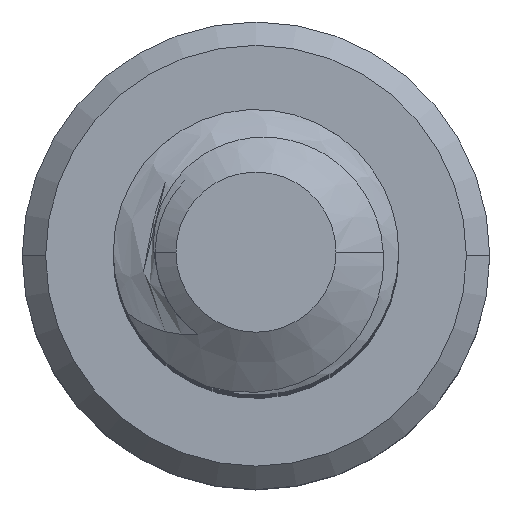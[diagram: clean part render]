
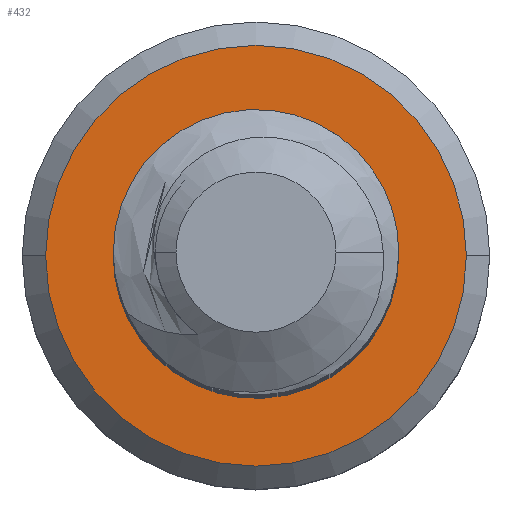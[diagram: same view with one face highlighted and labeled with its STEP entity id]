
A CAD part, top view. The second image highlights one B-rep face of the part: STEP entity #432.
In plain terms, the highlighted planar face has unit normal (0, 0, 1).
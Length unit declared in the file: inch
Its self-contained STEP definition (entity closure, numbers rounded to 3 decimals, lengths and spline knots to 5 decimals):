
#55 = PLANE ( 'NONE',  #5863 ) ;
#131 = CARTESIAN_POINT ( 'NONE',  ( -0.06309, 0.01154, -1. ) ) ;
#222 = CIRCLE ( 'NONE', #5191, 0.069 ) ;
#413 = VERTEX_POINT ( 'NONE', #7650 ) ;
#429 = DIRECTION ( 'NONE',  ( -1., 0., 0. ) ) ;
#431 = DIRECTION ( 'NONE',  ( 0., 0., 1. ) ) ;
#432 = ADVANCED_FACE ( 'NONE', ( #8224, #6244 ), #55, .F. ) ;
#440 = CARTESIAN_POINT ( 'NONE',  ( 0., 0., -1. ) ) ;
#540 = CARTESIAN_POINT ( 'NONE',  ( 0.04868, 0.03892, -1. ) ) ;
#762 = CARTESIAN_POINT ( 'NONE',  ( 0., -0.0487, -1. ) ) ;
#805 = CARTESIAN_POINT ( 'NONE',  ( 0., 0., -1. ) ) ;
#814 = CARTESIAN_POINT ( 'NONE',  ( -0.05982, 0.02885, -1. ) ) ;
#988 = AXIS2_PLACEMENT_3D ( 'NONE', #440, #431, #429 ) ;
#1063 = ORIENTED_EDGE ( 'NONE', *, *, #2965, .T. ) ;
#1209 = CARTESIAN_POINT ( 'NONE',  ( 0.05592, 0.01675, -1. ) ) ;
#1298 = AXIS2_PLACEMENT_3D ( 'NONE', #805, #5353, #1439 ) ;
#1435 = ORIENTED_EDGE ( 'NONE', *, *, #1884, .T. ) ;
#1439 = DIRECTION ( 'NONE',  ( 1., 0., 0. ) ) ;
#1449 = CARTESIAN_POINT ( 'NONE',  ( -0.052, 0.0446, -1. ) ) ;
#1830 = DIRECTION ( 'NONE',  ( 1., 0., 0. ) ) ;
#1851 = CARTESIAN_POINT ( 'NONE',  ( 0.05565, -0.00084, -1. ) ) ;
#1875 = DIRECTION ( 'NONE',  ( 0., 0., 1. ) ) ;
#1881 = CARTESIAN_POINT ( 'NONE',  ( 0., 0., -1. ) ) ;
#1884 = EDGE_CURVE ( 'NONE', #7467, #3205, #5327, .T. ) ;
#2480 = CARTESIAN_POINT ( 'NONE',  ( 0.03412, -0.03475, -1. ) ) ;
#2508 = CARTESIAN_POINT ( 'NONE',  ( 0.04983, -0.01748, -1. ) ) ;
#2735 = CARTESIAN_POINT ( 'NONE',  ( -0.04432, -0.03688, -1. ) ) ;
#2754 = CARTESIAN_POINT ( 'NONE',  ( 0.1017, 0., -1. ) ) ;
#2848 = ORIENTED_EDGE ( 'NONE', *, *, #4494, .F. ) ;
#2850 = ORIENTED_EDGE ( 'NONE', *, *, #7642, .T. ) ;
#2965 = EDGE_CURVE ( 'NONE', #3205, #7467, #3702, .T. ) ;
#2991 = ORIENTED_EDGE ( 'NONE', *, *, #8163, .T. ) ;
#3143 = CARTESIAN_POINT ( 'NONE',  ( 0.03902, -0.03141, -1. ) ) ;
#3205 = VERTEX_POINT ( 'NONE', #2754 ) ;
#3381 = CARTESIAN_POINT ( 'NONE',  ( -0.05968, -0.0116, -1. ) ) ;
#3481 = EDGE_LOOP ( 'NONE', ( #1435, #1063 ) ) ;
#3702 = CIRCLE ( 'NONE', #7331, 0.1017 ) ;
#3791 = CARTESIAN_POINT ( 'NONE',  ( 0.02239, 0.06248, -1. ) ) ;
#4051 = CARTESIAN_POINT ( 'NONE',  ( -0.06307, 0.00562, -1. ) ) ;
#4438 = DIRECTION ( 'NONE',  ( -1., 0., 0. ) ) ;
#4447 = DIRECTION ( 'NONE',  ( 0., 0., 1. ) ) ;
#4451 = VERTEX_POINT ( 'NONE', #2480 ) ;
#4456 = CARTESIAN_POINT ( 'NONE',  ( 0.04135, 0.04877, -1. ) ) ;
#4459 = CARTESIAN_POINT ( 'NONE',  ( 0., 0., -1. ) ) ;
#4494 = EDGE_CURVE ( 'NONE', #6053, #5417, #222, .T. ) ;
#4662 = CARTESIAN_POINT ( 'NONE',  ( -0.01169, -0.05058, -1. ) ) ;
#4700 = CARTESIAN_POINT ( 'NONE',  ( -0.06148, 0.02312, -1. ) ) ;
#4947 = CIRCLE ( 'NONE', #1298, 0.0487 ) ;
#5098 = CARTESIAN_POINT ( 'NONE',  ( 0.05477, 0.0225, -1. ) ) ;
#5191 = AXIS2_PLACEMENT_3D ( 'NONE', #1881, #1875, #1830 ) ;
#5327 = CIRCLE ( 'NONE', #988, 0.1017 ) ;
#5353 = DIRECTION ( 'NONE',  ( 0., 0., -1. ) ) ;
#5365 = CARTESIAN_POINT ( 'NONE',  ( -0.05507, 0.03952, -1. ) ) ;
#5417 = VERTEX_POINT ( 'NONE', #6942 ) ;
#5692 = CARTESIAN_POINT ( 'NONE',  ( 0., 0.069, -1. ) ) ;
#5775 = CARTESIAN_POINT ( 'NONE',  ( 0.05636, 0.00496, -1. ) ) ;
#5863 = AXIS2_PLACEMENT_3D ( 'NONE', #7633, #7579, #7577 ) ;
#6028 = CARTESIAN_POINT ( 'NONE',  ( -0.04834, 0.04923, -1. ) ) ;
#6053 = VERTEX_POINT ( 'NONE', #5692 ) ;
#6244 = FACE_BOUND ( 'NONE', #7796, .T. ) ;
#6411 = CARTESIAN_POINT ( 'NONE',  ( 0.05234, -0.0122, -1. ) ) ;
#6465 = CARTESIAN_POINT ( 'NONE',  ( -0.1017, 0., -1. ) ) ;
#6615 = CARTESIAN_POINT ( 'NONE',  ( -0.02368, -0.04845, -1. ) ) ;
#6646 = CARTESIAN_POINT ( 'NONE',  ( 0., 0.069, -1. ) ) ;
#6942 = CARTESIAN_POINT ( 'NONE',  ( -0.04834, 0.04923, -1. ) ) ;
#7005 = CARTESIAN_POINT ( 'NONE',  ( 0.04312, -0.02719, -1. ) ) ;
#7145 = EDGE_CURVE ( 'NONE', #413, #5417, #7539, .T. ) ;
#7231 = CARTESIAN_POINT ( 'NONE',  ( -0.05226, -0.02769, -1. ) ) ;
#7331 = AXIS2_PLACEMENT_3D ( 'NONE', #4459, #4447, #4438 ) ;
#7467 = VERTEX_POINT ( 'NONE', #6465 ) ;
#7539 = B_SPLINE_CURVE_WITH_KNOTS ( 'NONE', 3,
 ( #762, #4662, #6615, #2735, #7231, #3381, #7820, #4051, #131, #4700, #814, #5365, #1449, #6028 ),
 .UNSPECIFIED., .F., .F.,
 ( 4, 2, 2, 2, 2, 2, 4 ),
 ( 0., 0.00089, 0.00178, 0.00222, 0.00267, 0.00311, 0.00356 ),
 .UNSPECIFIED. ) ;
#7575 = ORIENTED_EDGE ( 'NONE', *, *, #7145, .T. ) ;
#7577 = DIRECTION ( 'NONE',  ( -1., 0., 0. ) ) ;
#7579 = DIRECTION ( 'NONE',  ( 0., 0., -1. ) ) ;
#7603 = CARTESIAN_POINT ( 'NONE',  ( 0.01153, 0.06689, -1. ) ) ;
#7626 = CARTESIAN_POINT ( 'NONE',  ( 0.03412, -0.03475, -1. ) ) ;
#7633 = CARTESIAN_POINT ( 'NONE',  ( 0., 0., -1. ) ) ;
#7642 = EDGE_CURVE ( 'NONE', #4451, #413, #4947, .T. ) ;
#7650 = CARTESIAN_POINT ( 'NONE',  ( 0., -0.0487, -1. ) ) ;
#7796 = EDGE_LOOP ( 'NONE', ( #2848, #2991, #2850, #7575 ) ) ;
#7820 = CARTESIAN_POINT ( 'NONE',  ( -0.06135, -0.00599, -1. ) ) ;
#7854 = CARTESIAN_POINT ( 'NONE',  ( 0.00588, 0.06833, -1. ) ) ;
#8163 = EDGE_CURVE ( 'NONE', #6053, #4451, #8202, .T. ) ;
#8187 = CARTESIAN_POINT ( 'NONE',  ( 0.02753, 0.05951, -1. ) ) ;
#8202 = B_SPLINE_CURVE_WITH_KNOTS ( 'NONE', 3,
 ( #6646, #7854, #7603, #3791, #8187, #4456, #540, #5098, #1209, #5775, #1851, #6411, #2508, #7005, #3143, #7626 ),
 .UNSPECIFIED., .F., .F.,
 ( 4, 2, 2, 2, 2, 2, 2, 4 ),
 ( 0., 0.00044, 0.00089, 0.00178, 0.00222, 0.00267, 0.00311, 0.00355 ),
 .UNSPECIFIED. ) ;
#8224 = FACE_OUTER_BOUND ( 'NONE', #3481, .T. ) ;
